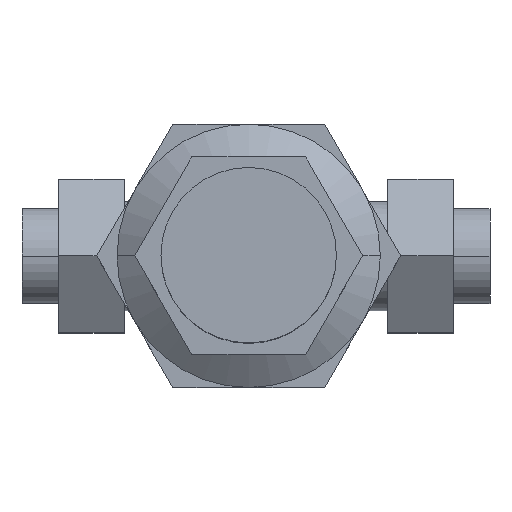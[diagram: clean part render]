
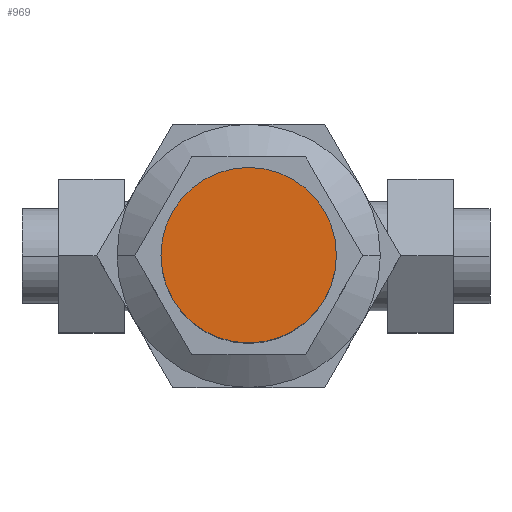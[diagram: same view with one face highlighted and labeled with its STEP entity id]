
A CAD part, top view. The second image highlights one B-rep face of the part: STEP entity #969.
In plain terms, the highlighted planar face has unit normal (0, 0, 1).
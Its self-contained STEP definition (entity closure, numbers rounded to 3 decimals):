
#651=EDGE_CURVE('',#767,#1425,#1622,.T.);
#767=VERTEX_POINT('',#1750);
#969=ADVANCED_FACE('',(#1975),#1976,.T.);
#1127=EDGE_CURVE('',#1425,#767,#2148,.T.);
#1425=VERTEX_POINT('',#2485);
#1622=CIRCLE('',#2844,24.0);
#1750=CARTESIAN_POINT('',(-24.0,0.,149.0));
#1975=FACE_OUTER_BOUND('',#3426,.T.);
#1976=PLANE('',#3427);
#2148=CIRCLE('',#3827,24.0);
#2485=CARTESIAN_POINT('',(24.0,0.0,149.0));
#2844=AXIS2_PLACEMENT_3D('',#4714,#4715,#4716);
#3426=EDGE_LOOP('',(#5133,#5134));
#3427=AXIS2_PLACEMENT_3D('',#5135,#5136,#5137);
#3827=AXIS2_PLACEMENT_3D('',#5321,#5322,#5323);
#4714=CARTESIAN_POINT('',(0.0,0.0,149.0));
#4715=DIRECTION('',(0.0,0.0,1.0));
#4716=DIRECTION('',(1.0,0.0,0.0));
#5133=ORIENTED_EDGE('',*,*,#1127,.T.);
#5134=ORIENTED_EDGE('',*,*,#651,.T.);
#5135=CARTESIAN_POINT('',(0.0,0.0,149.0));
#5136=DIRECTION('',(0.0,0.0,1.0));
#5137=DIRECTION('',(1.0,0.0,0.0));
#5321=CARTESIAN_POINT('',(0.0,0.0,149.0));
#5322=DIRECTION('',(0.0,0.0,1.0));
#5323=DIRECTION('',(1.0,0.0,0.0));
